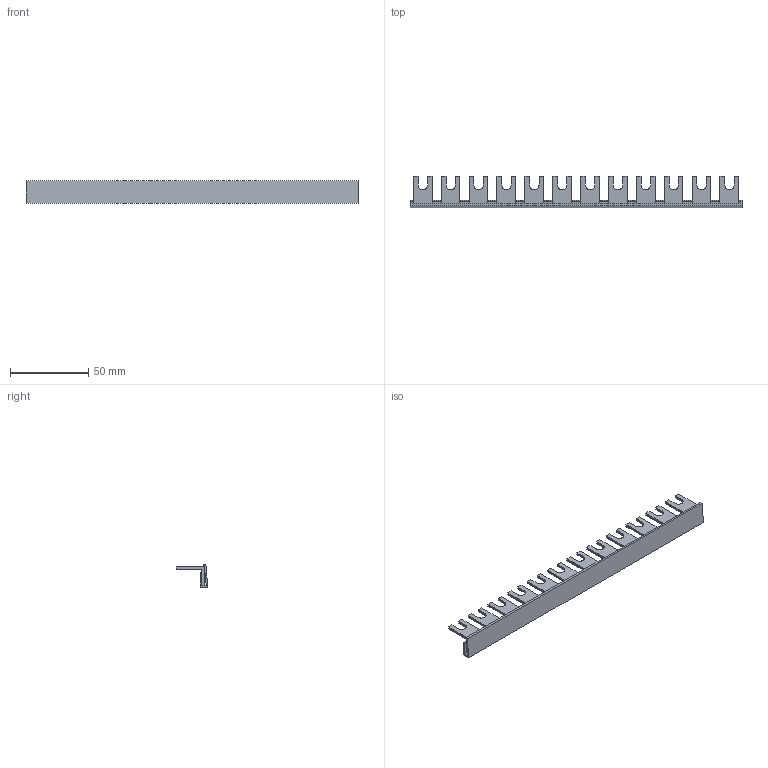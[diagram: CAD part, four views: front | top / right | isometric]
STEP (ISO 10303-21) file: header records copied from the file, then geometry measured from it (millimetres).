
FILE_DESCRIPTION(('Creo Elements/Direct Modeling STEP Export'),'2;1');
FILE_NAME('model.stp','2018-02-09T12:04:42',(''),(''),'Creo Elements/Direct Modeling STEP processor for AP214 (Solid Model)','Creo Elements/Direct Modeling 18.1I 14-Aug-2016 (C) Parametric Technology GmbH','');
FILE_SCHEMA(('AUTOMOTIVE_DESIGN { 1 0 10303 214 1 1 1 1 }'));
Length unit declared in the file: millimetre
Products named in the file (2): MPB_18_1_12-select
Assembly tree (1 placements, depth 2):
  MPB_18_1_12-select
    MPB_18_1_12-select
Bounding box: 212 x 20.3 x 14.3 mm (x, y, z)
Volume: 11846 mm3; surface area: 17639.4 mm2
Topology: 1 solids, 1 shells, 134 faces, 394 edges, 262 vertices
Faces by surface type: plane 122, cylinder 12
Entity records: 5343 total; most frequent: ORIENTED_EDGE 788, CARTESIAN_POINT 760, DIRECTION 626, EDGE_CURVE 394, VECTOR 370, LINE 370, VERTEX_POINT 262, COLOUR_RGB 135
